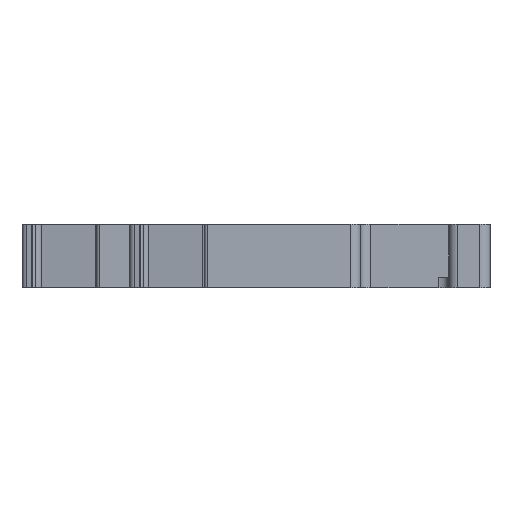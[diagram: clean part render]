
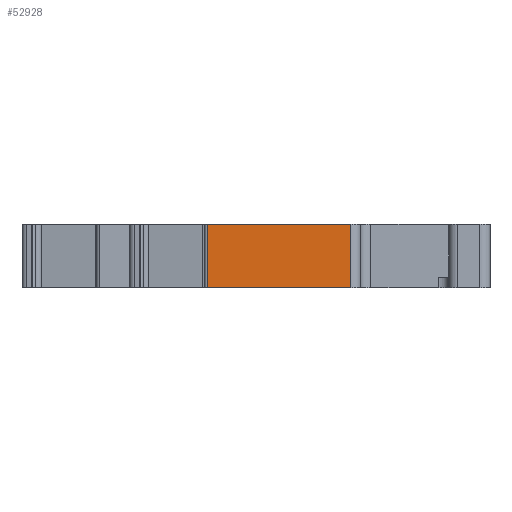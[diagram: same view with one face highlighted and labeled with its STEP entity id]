
A CAD part, left-side view. The second image highlights one B-rep face of the part: STEP entity #52928.
In plain terms, the highlighted planar face has unit normal (-1, 0, 0).
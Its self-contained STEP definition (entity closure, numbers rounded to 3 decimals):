
#529 = DIRECTION ( 'NONE',  ( 0., 0., -1. ) ) ;
#1402 = EDGE_LOOP ( 'NONE', ( #13254, #5167, #22120, #46593 ) ) ;
#2187 = CARTESIAN_POINT ( 'NONE',  ( 1158.711, 1563.979, 2321.796 ) ) ;
#3345 = DIRECTION ( 'NONE',  ( 0., -1., 0. ) ) ;
#3349 = CARTESIAN_POINT ( 'NONE',  ( 1158.711, 1578.023, 2321.796 ) ) ;
#5167 = ORIENTED_EDGE ( 'NONE', *, *, #12555, .T. ) ;
#12406 = DIRECTION ( 'NONE',  ( 0., 1., 0. ) ) ;
#12555 = EDGE_CURVE ( 'NONE', #15242, #29947, #55129, .T. ) ;
#13254 = ORIENTED_EDGE ( 'NONE', *, *, #51136, .T. ) ;
#13573 = VECTOR ( 'NONE', #52118, 1000. ) ;
#15242 = VERTEX_POINT ( 'NONE', #46967 ) ;
#21002 = DIRECTION ( 'NONE',  ( 0., 0., 1. ) ) ;
#22027 = CARTESIAN_POINT ( 'NONE',  ( 1158.711, 3521.181, 2321.796 ) ) ;
#22120 = ORIENTED_EDGE ( 'NONE', *, *, #33970, .T. ) ;
#29947 = VERTEX_POINT ( 'NONE', #3349 ) ;
#32504 = VECTOR ( 'NONE', #12406, 1000. ) ;
#33970 = EDGE_CURVE ( 'NONE', #29947, #49093, #36865, .T. ) ;
#35028 = CARTESIAN_POINT ( 'NONE',  ( 1158.711, 3521.181, 2327.996 ) ) ;
#35198 = AXIS2_PLACEMENT_3D ( 'NONE', #42538, #55428, #3345 ) ;
#36865 = LINE ( 'NONE', #22027, #13573 ) ;
#39622 = EDGE_CURVE ( 'NONE', #49093, #53816, #45263, .T. ) ;
#42148 = PLANE ( 'NONE',  #35198 ) ;
#42538 = CARTESIAN_POINT ( 'NONE',  ( 1158.711, 3521.181, 2327.996 ) ) ;
#44043 = CARTESIAN_POINT ( 'NONE',  ( 1158.711, 1563.979, 2327.996 ) ) ;
#45263 = LINE ( 'NONE', #44043, #54860 ) ;
#46526 = CARTESIAN_POINT ( 'NONE',  ( 1158.711, 1563.979, 2327.996 ) ) ;
#46593 = ORIENTED_EDGE ( 'NONE', *, *, #39622, .T. ) ;
#46967 = CARTESIAN_POINT ( 'NONE',  ( 1158.711, 1578.023, 2327.996 ) ) ;
#47914 = FACE_OUTER_BOUND ( 'NONE', #1402, .T. ) ;
#48715 = CARTESIAN_POINT ( 'NONE',  ( 1158.711, 1578.023, 2327.996 ) ) ;
#48943 = VECTOR ( 'NONE', #529, 1000. ) ;
#49093 = VERTEX_POINT ( 'NONE', #2187 ) ;
#51136 = EDGE_CURVE ( 'NONE', #53816, #15242, #56648, .T. ) ;
#52118 = DIRECTION ( 'NONE',  ( 0., -1., 0. ) ) ;
#52928 = ADVANCED_FACE ( 'NONE', ( #47914 ), #42148, .T. ) ;
#53816 = VERTEX_POINT ( 'NONE', #46526 ) ;
#54860 = VECTOR ( 'NONE', #21002, 1000. ) ;
#55129 = LINE ( 'NONE', #48715, #48943 ) ;
#55428 = DIRECTION ( 'NONE',  ( -1., 0., 0. ) ) ;
#56648 = LINE ( 'NONE', #35028, #32504 ) ;
